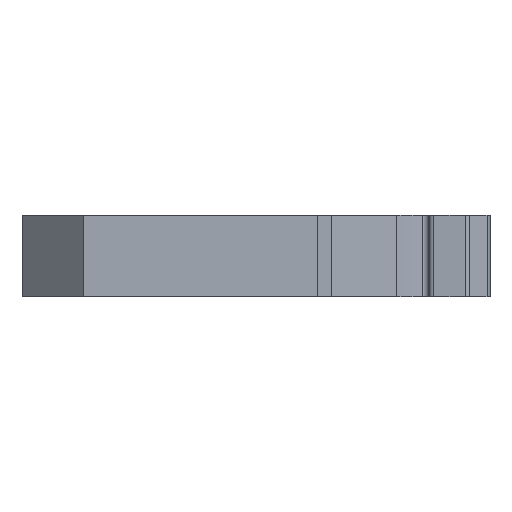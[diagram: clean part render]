
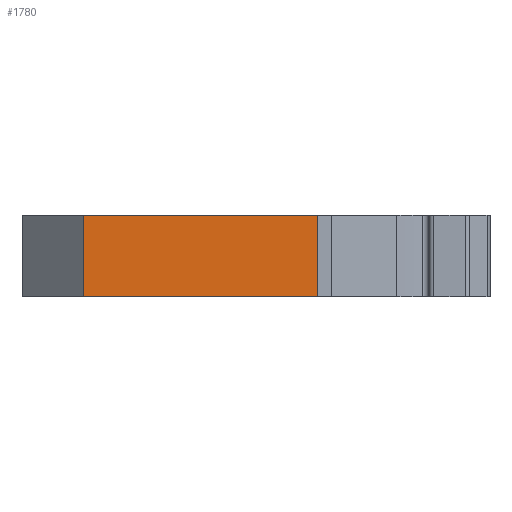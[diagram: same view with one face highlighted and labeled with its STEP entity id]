
A CAD part, left-side view. The second image highlights one B-rep face of the part: STEP entity #1780.
In plain terms, the highlighted planar face has unit normal (-1, 0, 0).
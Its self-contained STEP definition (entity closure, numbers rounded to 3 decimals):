
#283=DIRECTION('',(0.,-1.,0.));
#284=VECTOR('',#283,23.);
#285=CARTESIAN_POINT('',(-20.,17.,-4.));
#286=LINE('',#285,#284);
#430=DIRECTION('',(0.,0.,1.));
#431=VECTOR('',#430,8.);
#432=CARTESIAN_POINT('',(-20.,-6.,-4.));
#433=LINE('',#432,#431);
#434=DIRECTION('',(0.,0.,1.));
#435=VECTOR('',#434,8.);
#436=CARTESIAN_POINT('',(-20.,17.,-4.));
#437=LINE('',#436,#435);
#762=DIRECTION('',(0.,-1.,0.));
#763=VECTOR('',#762,23.);
#764=CARTESIAN_POINT('',(-20.,17.,4.));
#765=LINE('',#764,#763);
#1150=CARTESIAN_POINT('',(-20.,17.,-4.));
#1151=VERTEX_POINT('',#1150);
#1152=CARTESIAN_POINT('',(-20.,-6.,-4.));
#1153=VERTEX_POINT('',#1152);
#1310=CARTESIAN_POINT('',(-20.,17.,4.));
#1311=VERTEX_POINT('',#1310);
#1312=CARTESIAN_POINT('',(-20.,-6.,4.));
#1313=VERTEX_POINT('',#1312);
#1767=CARTESIAN_POINT('',(-20.,17.,-4.));
#1768=DIRECTION('',(-1.,0.,0.));
#1769=DIRECTION('',(0.,-1.,0.));
#1770=AXIS2_PLACEMENT_3D('',#1767,#1768,#1769);
#1771=PLANE('',#1770);
#1772=ORIENTED_EDGE('',*,*,#1475,.F.);
#1774=ORIENTED_EDGE('',*,*,#1773,.T.);
#1776=ORIENTED_EDGE('',*,*,#1775,.T.);
#1777=ORIENTED_EDGE('',*,*,#1759,.F.);
#1778=EDGE_LOOP('',(#1772,#1774,#1776,#1777));
#1779=FACE_OUTER_BOUND('',#1778,.F.);
#1475=EDGE_CURVE('',#1151,#1153,#286,.T.);
#1759=EDGE_CURVE('',#1153,#1313,#433,.T.);
#1773=EDGE_CURVE('',#1151,#1311,#437,.T.);
#1775=EDGE_CURVE('',#1311,#1313,#765,.T.);
#1780=ADVANCED_FACE('',(#1779),#1771,.T.);
